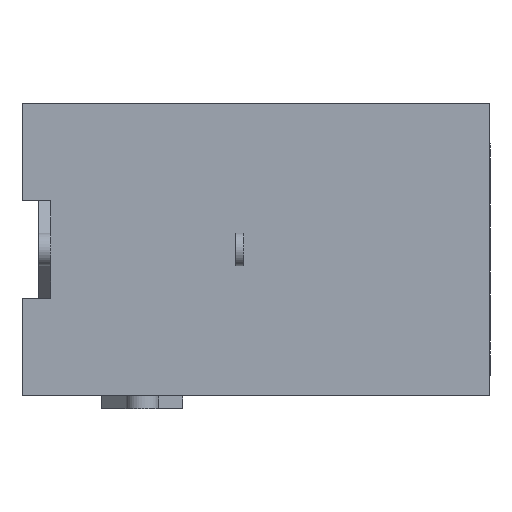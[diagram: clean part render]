
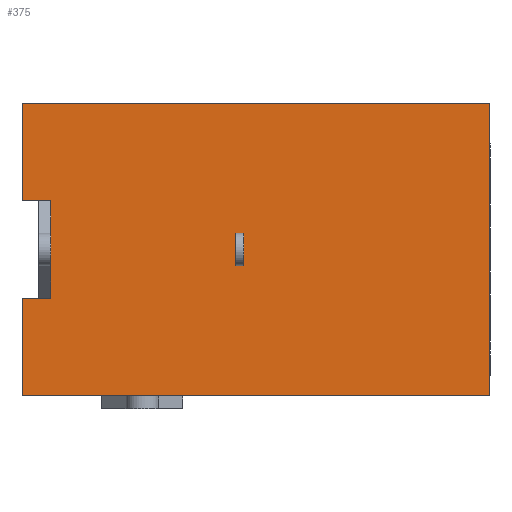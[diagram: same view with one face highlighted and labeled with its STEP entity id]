
A CAD part, front view. The second image highlights one B-rep face of the part: STEP entity #375.
In plain terms, the highlighted planar face has unit normal (0, -1, 0).
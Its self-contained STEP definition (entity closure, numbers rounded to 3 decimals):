
#41 = CARTESIAN_POINT ( 'NONE',  ( -13.52, -6.5, -1.5 ) ) ;
#55 = ORIENTED_EDGE ( 'NONE', *, *, #964, .F. ) ;
#98 = CARTESIAN_POINT ( 'NONE',  ( -14.4, -6.5, -1.5 ) ) ;
#108 = CARTESIAN_POINT ( 'NONE',  ( 0., -6.5, -4.5 ) ) ;
#121 = DIRECTION ( 'NONE',  ( 0., 0., -1. ) ) ;
#135 = CARTESIAN_POINT ( 'NONE',  ( -14.4, -6.5, 4.5 ) ) ;
#173 = VERTEX_POINT ( 'NONE', #774 ) ;
#179 = VECTOR ( 'NONE', #2173, 1000. ) ;
#189 = DIRECTION ( 'NONE',  ( -1., 0., 0. ) ) ;
#196 = LINE ( 'NONE', #2322, #2521 ) ;
#202 = LINE ( 'NONE', #1455, #1736 ) ;
#220 = CARTESIAN_POINT ( 'NONE',  ( -14.4, -6.5, -1.5 ) ) ;
#254 = FACE_OUTER_BOUND ( 'NONE', #2105, .T. ) ;
#275 = CARTESIAN_POINT ( 'NONE',  ( -7.575, -6.5, 0.5 ) ) ;
#283 = VERTEX_POINT ( 'NONE', #1474 ) ;
#317 = VECTOR ( 'NONE', #1816, 1000. ) ;
#333 = CARTESIAN_POINT ( 'NONE',  ( -7.825, -6.5, 0.5 ) ) ;
#342 = EDGE_CURVE ( 'NONE', #1614, #416, #2421, .T. ) ;
#375 = ADVANCED_FACE ( 'NONE', ( #254, #1536 ), #1102, .T. ) ;
#376 = LINE ( 'NONE', #135, #1832 ) ;
#396 = CARTESIAN_POINT ( 'NONE',  ( -7.575, -6.5, 0.5 ) ) ;
#397 = EDGE_CURVE ( 'NONE', #661, #778, #682, .T. ) ;
#409 = CARTESIAN_POINT ( 'NONE',  ( 0., -6.5, 4.5 ) ) ;
#416 = VERTEX_POINT ( 'NONE', #1812 ) ;
#440 = ORIENTED_EDGE ( 'NONE', *, *, #573, .T. ) ;
#473 = CARTESIAN_POINT ( 'NONE',  ( -7.825, -6.5, -0.5 ) ) ;
#499 = ORIENTED_EDGE ( 'NONE', *, *, #1434, .T. ) ;
#528 = LINE ( 'NONE', #579, #2615 ) ;
#534 = ORIENTED_EDGE ( 'NONE', *, *, #2244, .F. ) ;
#556 = CARTESIAN_POINT ( 'NONE',  ( -14.4, -6.5, -4.5 ) ) ;
#573 = EDGE_CURVE ( 'NONE', #661, #2009, #202, .T. ) ;
#579 = CARTESIAN_POINT ( 'NONE',  ( -9.45, -6.5, 4.5 ) ) ;
#632 = CARTESIAN_POINT ( 'NONE',  ( -14.4, -6.5, 4.5 ) ) ;
#646 = EDGE_CURVE ( 'NONE', #2327, #283, #1724, .T. ) ;
#661 = VERTEX_POINT ( 'NONE', #1992 ) ;
#682 = LINE ( 'NONE', #41, #1895 ) ;
#684 = CARTESIAN_POINT ( 'NONE',  ( 0., -6.5, -4.5 ) ) ;
#720 = ORIENTED_EDGE ( 'NONE', *, *, #397, .F. ) ;
#767 = ORIENTED_EDGE ( 'NONE', *, *, #1852, .F. ) ;
#774 = CARTESIAN_POINT ( 'NONE',  ( -13.52, -6.5, 1.5 ) ) ;
#778 = VERTEX_POINT ( 'NONE', #1914 ) ;
#805 = DIRECTION ( 'NONE',  ( 0., 0., -1. ) ) ;
#818 = DIRECTION ( 'NONE',  ( 0., 0., 1. ) ) ;
#908 = DIRECTION ( 'NONE',  ( 1., 0., 0. ) ) ;
#911 = EDGE_CURVE ( 'NONE', #1179, #926, #2368, .T. ) ;
#926 = VERTEX_POINT ( 'NONE', #473 ) ;
#950 = CARTESIAN_POINT ( 'NONE',  ( -11.67, -6.5, -4.5 ) ) ;
#964 = EDGE_CURVE ( 'NONE', #2758, #416, #1154, .T. ) ;
#1029 = CARTESIAN_POINT ( 'NONE',  ( -9.45, -6.5, 1.5 ) ) ;
#1050 = VECTOR ( 'NONE', #1446, 1000. ) ;
#1055 = DIRECTION ( 'NONE',  ( -1., 0., 0. ) ) ;
#1059 = LINE ( 'NONE', #2559, #1680 ) ;
#1063 = ORIENTED_EDGE ( 'NONE', *, *, #1639, .F. ) ;
#1072 = DIRECTION ( 'NONE',  ( 0., 0., 1. ) ) ;
#1102 = PLANE ( 'NONE',  #2386 ) ;
#1118 = ORIENTED_EDGE ( 'NONE', *, *, #2109, .T. ) ;
#1154 = LINE ( 'NONE', #1590, #317 ) ;
#1160 = DIRECTION ( 'NONE',  ( 0., 0., 1. ) ) ;
#1179 = VERTEX_POINT ( 'NONE', #333 ) ;
#1214 = VECTOR ( 'NONE', #818, 1000. ) ;
#1219 = VECTOR ( 'NONE', #189, 1000. ) ;
#1230 = DIRECTION ( 'NONE',  ( 0., 0., -1. ) ) ;
#1233 = VECTOR ( 'NONE', #805, 1000. ) ;
#1248 = EDGE_CURVE ( 'NONE', #1614, #1544, #1861, .T. ) ;
#1287 = EDGE_LOOP ( 'NONE', ( #1682, #2595, #499, #1999 ) ) ;
#1312 = ORIENTED_EDGE ( 'NONE', *, *, #2532, .F. ) ;
#1318 = VECTOR ( 'NONE', #1641, 1000. ) ;
#1321 = DIRECTION ( 'NONE',  ( 0., 0., 1. ) ) ;
#1330 = VERTEX_POINT ( 'NONE', #1608 ) ;
#1351 = LINE ( 'NONE', #275, #1370 ) ;
#1370 = VECTOR ( 'NONE', #1583, 1000. ) ;
#1393 = DIRECTION ( 'NONE',  ( 1., 0., 0. ) ) ;
#1434 = EDGE_CURVE ( 'NONE', #283, #926, #2318, .T. ) ;
#1446 = DIRECTION ( 'NONE',  ( 1., 0., 0. ) ) ;
#1455 = CARTESIAN_POINT ( 'NONE',  ( -13.52, -6.5, -1.5 ) ) ;
#1474 = CARTESIAN_POINT ( 'NONE',  ( -7.575, -6.5, -0.5 ) ) ;
#1484 = VERTEX_POINT ( 'NONE', #1977 ) ;
#1529 = CARTESIAN_POINT ( 'NONE',  ( -7.825, -6.5, 0.5 ) ) ;
#1536 = FACE_BOUND ( 'NONE', #1287, .T. ) ;
#1544 = VERTEX_POINT ( 'NONE', #556 ) ;
#1583 = DIRECTION ( 'NONE',  ( -1., 0., 0. ) ) ;
#1590 = CARTESIAN_POINT ( 'NONE',  ( -9.45, -6.5, -4.5 ) ) ;
#1608 = CARTESIAN_POINT ( 'NONE',  ( -14.4, -6.5, 1.5 ) ) ;
#1609 = LINE ( 'NONE', #108, #2742 ) ;
#1614 = VERTEX_POINT ( 'NONE', #2578 ) ;
#1626 = ORIENTED_EDGE ( 'NONE', *, *, #2228, .T. ) ;
#1639 = EDGE_CURVE ( 'NONE', #778, #1484, #196, .T. ) ;
#1641 = DIRECTION ( 'NONE',  ( -1., 0., 0. ) ) ;
#1680 = VECTOR ( 'NONE', #1321, 1000. ) ;
#1682 = ORIENTED_EDGE ( 'NONE', *, *, #1729, .F. ) ;
#1724 = LINE ( 'NONE', #396, #1233 ) ;
#1729 = EDGE_CURVE ( 'NONE', #2327, #1179, #1351, .T. ) ;
#1736 = VECTOR ( 'NONE', #1055, 1000. ) ;
#1752 = DIRECTION ( 'NONE',  ( 0., 0., -1. ) ) ;
#1784 = ORIENTED_EDGE ( 'NONE', *, *, #1833, .F. ) ;
#1812 = CARTESIAN_POINT ( 'NONE',  ( -9.73, -6.5, -4.5 ) ) ;
#1816 = DIRECTION ( 'NONE',  ( -1., 0., 0. ) ) ;
#1832 = VECTOR ( 'NONE', #1230, 1000. ) ;
#1833 = EDGE_CURVE ( 'NONE', #2508, #2758, #1609, .T. ) ;
#1852 = EDGE_CURVE ( 'NONE', #2760, #2508, #528, .T. ) ;
#1861 = LINE ( 'NONE', #950, #1318 ) ;
#1867 = LINE ( 'NONE', #1029, #1050 ) ;
#1895 = VECTOR ( 'NONE', #1160, 1000. ) ;
#1914 = CARTESIAN_POINT ( 'NONE',  ( -13.52, -6.5, -0.5 ) ) ;
#1955 = VECTOR ( 'NONE', #908, 1000. ) ;
#1977 = CARTESIAN_POINT ( 'NONE',  ( -13.52, -6.5, 0.5 ) ) ;
#1992 = CARTESIAN_POINT ( 'NONE',  ( -13.52, -6.5, -1.5 ) ) ;
#1999 = ORIENTED_EDGE ( 'NONE', *, *, #911, .F. ) ;
#2009 = VERTEX_POINT ( 'NONE', #98 ) ;
#2062 = ORIENTED_EDGE ( 'NONE', *, *, #1248, .F. ) ;
#2105 = EDGE_LOOP ( 'NONE', ( #55, #1784, #767, #1626, #1118, #534, #1063, #720, #440, #1312, #2062, #2396 ) ) ;
#2109 = EDGE_CURVE ( 'NONE', #1330, #173, #1867, .T. ) ;
#2173 = DIRECTION ( 'NONE',  ( 0., 0., -1. ) ) ;
#2186 = DIRECTION ( 'NONE',  ( 0., -1., 0. ) ) ;
#2196 = CARTESIAN_POINT ( 'NONE',  ( -14.4, -6.5, -4.5 ) ) ;
#2208 = CARTESIAN_POINT ( 'NONE',  ( -7.575, -6.5, 0.5 ) ) ;
#2228 = EDGE_CURVE ( 'NONE', #2760, #1330, #376, .T. ) ;
#2244 = EDGE_CURVE ( 'NONE', #1484, #173, #1059, .T. ) ;
#2318 = LINE ( 'NONE', #2529, #1219 ) ;
#2322 = CARTESIAN_POINT ( 'NONE',  ( -13.52, -6.5, -0.5 ) ) ;
#2327 = VERTEX_POINT ( 'NONE', #2208 ) ;
#2368 = LINE ( 'NONE', #1529, #179 ) ;
#2386 = AXIS2_PLACEMENT_3D ( 'NONE', #2597, #2186, #1752 ) ;
#2396 = ORIENTED_EDGE ( 'NONE', *, *, #342, .T. ) ;
#2421 = LINE ( 'NONE', #2196, #1955 ) ;
#2508 = VERTEX_POINT ( 'NONE', #409 ) ;
#2521 = VECTOR ( 'NONE', #1072, 1000. ) ;
#2529 = CARTESIAN_POINT ( 'NONE',  ( -7.575, -6.5, -0.5 ) ) ;
#2532 = EDGE_CURVE ( 'NONE', #1544, #2009, #2730, .T. ) ;
#2559 = CARTESIAN_POINT ( 'NONE',  ( -13.52, -6.5, 0.5 ) ) ;
#2578 = CARTESIAN_POINT ( 'NONE',  ( -11.67, -6.5, -4.5 ) ) ;
#2595 = ORIENTED_EDGE ( 'NONE', *, *, #646, .T. ) ;
#2597 = CARTESIAN_POINT ( 'NONE',  ( -14.4, -6.5, 4.5 ) ) ;
#2615 = VECTOR ( 'NONE', #1393, 1000. ) ;
#2730 = LINE ( 'NONE', #220, #1214 ) ;
#2742 = VECTOR ( 'NONE', #121, 1000. ) ;
#2758 = VERTEX_POINT ( 'NONE', #684 ) ;
#2760 = VERTEX_POINT ( 'NONE', #632 ) ;
